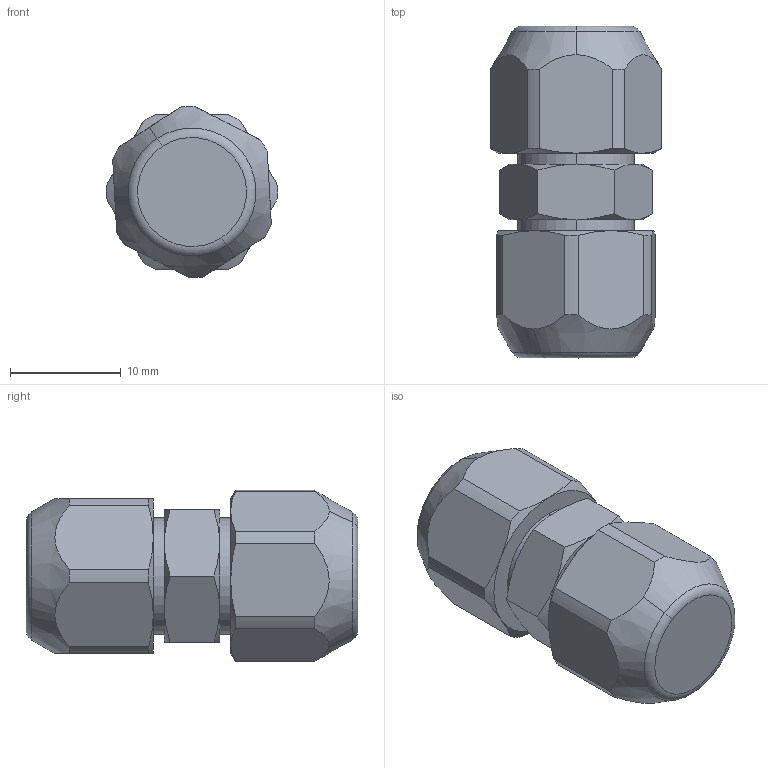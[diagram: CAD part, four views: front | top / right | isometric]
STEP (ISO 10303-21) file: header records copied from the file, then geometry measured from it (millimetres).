
FILE_DESCRIPTION (( 'STEP AP214' ), '1' );
FILE_NAME ('6104000006A.step', '2012-10-16T17:30:10', ( '' ), ( '' ), 'SwSTEP 2.0', 'SolidWorks 2012', '' );
FILE_SCHEMA (( 'AUTOMOTIVE_DESIGN' ));
Length unit declared in the file: millimetre
Products named in the file (1): 6104000006A
Bounding box: 15.49 x 30 x 15.5 mm (x, y, z)
Volume: 4411.5 mm3; surface area: 1753.4 mm2
Topology: 1 solids, 1 shells, 72 faces, 170 edges, 104 vertices
Faces by surface type: cone 28, plane 24, cylinder 16, torus 4
Entity records: 2364 total; most frequent: CARTESIAN_POINT 747, ORIENTED_EDGE 340, DIRECTION 320, EDGE_CURVE 170, AXIS2_PLACEMENT_3D 141, VERTEX_POINT 104, EDGE_LOOP 76, ADVANCED_FACE 72
